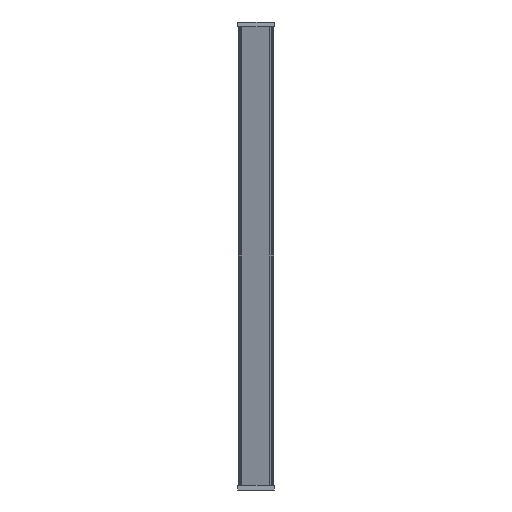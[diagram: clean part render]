
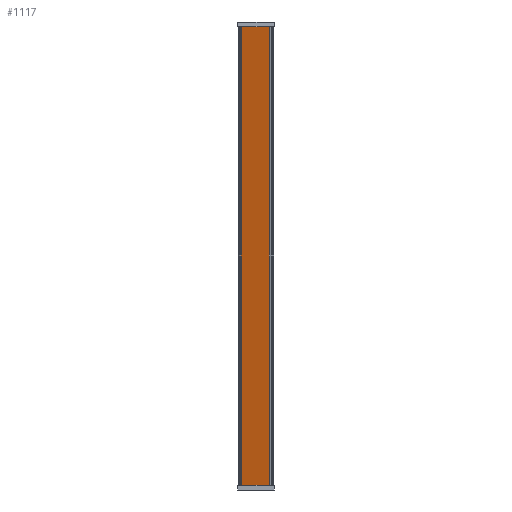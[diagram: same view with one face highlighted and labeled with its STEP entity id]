
A CAD part, left-side view. The second image highlights one B-rep face of the part: STEP entity #1117.
In plain terms, the highlighted planar face has unit normal (-0.94, 0.342, 0).
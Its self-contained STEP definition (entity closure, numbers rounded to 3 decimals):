
#2 = LINE ( 'NONE', #1105, #786 ) ;
#166 = VERTEX_POINT ( 'NONE', #343 ) ;
#271 = VECTOR ( 'NONE', #797, 1000. ) ;
#287 = DIRECTION ( 'NONE',  ( 0.342, 0.94, 0. ) ) ;
#291 = VECTOR ( 'NONE', #722, 1000. ) ;
#303 = LINE ( 'NONE', #1304, #271 ) ;
#307 = ORIENTED_EDGE ( 'NONE', *, *, #541, .F. ) ;
#343 = CARTESIAN_POINT ( 'NONE',  ( -6.955, -35.684, -500. ) ) ;
#365 = CARTESIAN_POINT ( 'NONE',  ( -6.955, -35.684, -500. ) ) ;
#384 = EDGE_CURVE ( 'NONE', #166, #402, #472, .T. ) ;
#402 = VERTEX_POINT ( 'NONE', #692 ) ;
#410 = AXIS2_PLACEMENT_3D ( 'NONE', #520, #416, #1130 ) ;
#416 = DIRECTION ( 'NONE',  ( 0.94, -0.342, 0. ) ) ;
#424 = ORIENTED_EDGE ( 'NONE', *, *, #1083, .F. ) ;
#428 = CARTESIAN_POINT ( 'NONE',  ( 5.075, -2.632, -500. ) ) ;
#472 = LINE ( 'NONE', #365, #776 ) ;
#520 = CARTESIAN_POINT ( 'NONE',  ( 6.033, 0., -500. ) ) ;
#524 = EDGE_CURVE ( 'NONE', #402, #1126, #303, .T. ) ;
#541 = EDGE_CURVE ( 'NONE', #166, #1206, #2, .T. ) ;
#692 = CARTESIAN_POINT ( 'NONE',  ( -6.955, -35.684, 0. ) ) ;
#722 = DIRECTION ( 'NONE',  ( 0., 0., 1. ) ) ;
#776 = VECTOR ( 'NONE', #1085, 1000. ) ;
#777 = FACE_OUTER_BOUND ( 'NONE', #1140, .T. ) ;
#786 = VECTOR ( 'NONE', #287, 1000. ) ;
#797 = DIRECTION ( 'NONE',  ( 0.342, 0.94, 0. ) ) ;
#835 = LINE ( 'NONE', #1223, #291 ) ;
#923 = CARTESIAN_POINT ( 'NONE',  ( 5.075, -2.632, 0. ) ) ;
#934 = ORIENTED_EDGE ( 'NONE', *, *, #384, .T. ) ;
#977 = ORIENTED_EDGE ( 'NONE', *, *, #524, .T. ) ;
#1027 = PLANE ( 'NONE',  #410 ) ;
#1083 = EDGE_CURVE ( 'NONE', #1206, #1126, #835, .T. ) ;
#1085 = DIRECTION ( 'NONE',  ( 0., 0., 1. ) ) ;
#1105 = CARTESIAN_POINT ( 'NONE',  ( 6.033, 0., -500. ) ) ;
#1117 = ADVANCED_FACE ( 'NONE', ( #777 ), #1027, .F. ) ;
#1126 = VERTEX_POINT ( 'NONE', #923 ) ;
#1130 = DIRECTION ( 'NONE',  ( 0.342, 0.94, 0. ) ) ;
#1140 = EDGE_LOOP ( 'NONE', ( #977, #424, #307, #934 ) ) ;
#1206 = VERTEX_POINT ( 'NONE', #428 ) ;
#1223 = CARTESIAN_POINT ( 'NONE',  ( 5.075, -2.632, -500. ) ) ;
#1304 = CARTESIAN_POINT ( 'NONE',  ( 6.033, 0., 0. ) ) ;
